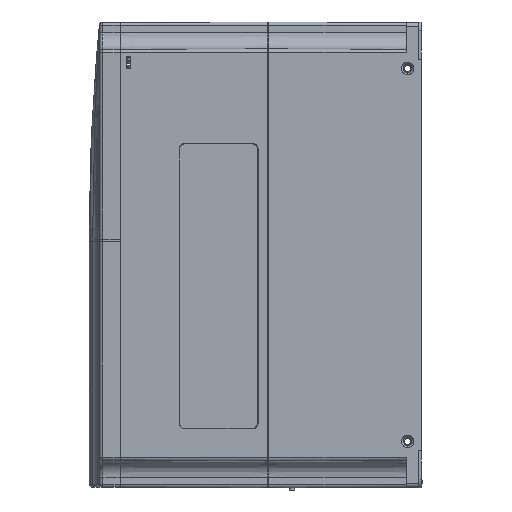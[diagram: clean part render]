
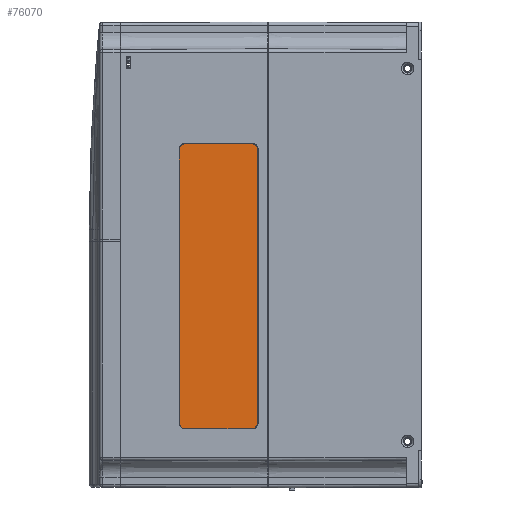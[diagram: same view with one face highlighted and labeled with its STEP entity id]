
A CAD part, left-side view. The second image highlights one B-rep face of the part: STEP entity #76070.
In plain terms, the highlighted planar face has unit normal (-1, 0, 0).
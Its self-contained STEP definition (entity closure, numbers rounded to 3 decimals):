
#2026 = CARTESIAN_POINT ( 'NONE',  ( -1., 79., -193.5 ) ) ;
#2043 = DIRECTION ( 'NONE',  ( 1., 0., 0. ) ) ;
#3279 = PLANE ( 'NONE',  #52930 ) ;
#3347 = CARTESIAN_POINT ( 'NONE',  ( -1., 79., -61.8 ) ) ;
#3578 = CIRCLE ( 'NONE', #70788, 3. ) ;
#4152 = DIRECTION ( 'NONE',  ( -1., 0., 0. ) ) ;
#4161 = EDGE_CURVE ( 'NONE', #84113, #28089, #99102, .T. ) ;
#4806 = AXIS2_PLACEMENT_3D ( 'NONE', #104929, #124097, #94105 ) ;
#5650 = LINE ( 'NONE', #15855, #106794 ) ;
#5720 = CARTESIAN_POINT ( 'NONE',  ( -1., 82., -58.8 ) ) ;
#7286 = ORIENTED_EDGE ( 'NONE', *, *, #71368, .T. ) ;
#7484 = LINE ( 'NONE', #17057, #90703 ) ;
#8567 = VERTEX_POINT ( 'NONE', #11676 ) ;
#9335 = DIRECTION ( 'NONE',  ( -1., 0., 0. ) ) ;
#9990 = CARTESIAN_POINT ( 'NONE',  ( -1., 113.7, -61.8 ) ) ;
#10206 = LINE ( 'NONE', #77208, #70096 ) ;
#10965 = CARTESIAN_POINT ( 'NONE',  ( -1., 82., -196.5 ) ) ;
#11676 = CARTESIAN_POINT ( 'NONE',  ( -1., 113.7, -196.5 ) ) ;
#14988 = DIRECTION ( 'NONE',  ( 0., -1., 0. ) ) ;
#15855 = CARTESIAN_POINT ( 'NONE',  ( -1., 113.7, -58.8 ) ) ;
#16598 = VERTEX_POINT ( 'NONE', #55897 ) ;
#17057 = CARTESIAN_POINT ( 'NONE',  ( -1., 116.7, -193.5 ) ) ;
#19569 = EDGE_LOOP ( 'NONE', ( #120969, #96427, #118642, #7286, #46564, #112649, #84787, #23667 ) ) ;
#23667 = ORIENTED_EDGE ( 'NONE', *, *, #86318, .T. ) ;
#25319 = CARTESIAN_POINT ( 'NONE',  ( -1., 82., -193.5 ) ) ;
#28089 = VERTEX_POINT ( 'NONE', #2026 ) ;
#28721 = DIRECTION ( 'NONE',  ( 0., 1., 0. ) ) ;
#29472 = VERTEX_POINT ( 'NONE', #74595 ) ;
#36384 = AXIS2_PLACEMENT_3D ( 'NONE', #91587, #4152, #14988 ) ;
#41587 = CARTESIAN_POINT ( 'NONE',  ( -1., 97.85, -127.65 ) ) ;
#43306 = VECTOR ( 'NONE', #63928, 1000. ) ;
#46564 = ORIENTED_EDGE ( 'NONE', *, *, #4161, .F. ) ;
#48025 = AXIS2_PLACEMENT_3D ( 'NONE', #9990, #9335, #85892 ) ;
#50544 = DIRECTION ( 'NONE',  ( 0., -1., 0. ) ) ;
#52353 = VERTEX_POINT ( 'NONE', #5720 ) ;
#52408 = FACE_OUTER_BOUND ( 'NONE', #19569, .T. ) ;
#52788 = DIRECTION ( 'NONE',  ( -1., 0., 0. ) ) ;
#52930 = AXIS2_PLACEMENT_3D ( 'NONE', #41587, #2043, #50544 ) ;
#55381 = VERTEX_POINT ( 'NONE', #10965 ) ;
#55897 = CARTESIAN_POINT ( 'NONE',  ( -1., 113.7, -58.8 ) ) ;
#59847 = CIRCLE ( 'NONE', #4806, 3. ) ;
#63928 = DIRECTION ( 'NONE',  ( 0., 0., -1. ) ) ;
#70028 = CARTESIAN_POINT ( 'NONE',  ( -1., 116.7, -193.5 ) ) ;
#70096 = VECTOR ( 'NONE', #28721, 1000. ) ;
#70788 = AXIS2_PLACEMENT_3D ( 'NONE', #25319, #52788, #71889 ) ;
#71368 = EDGE_CURVE ( 'NONE', #55381, #28089, #3578, .T. ) ;
#71889 = DIRECTION ( 'NONE',  ( 0., 0., -1. ) ) ;
#72568 = EDGE_CURVE ( 'NONE', #84113, #52353, #87288, .T. ) ;
#74595 = CARTESIAN_POINT ( 'NONE',  ( -1., 116.7, -61.8 ) ) ;
#76070 = ADVANCED_FACE ( 'NONE', ( #52408 ), #3279, .F. ) ;
#77208 = CARTESIAN_POINT ( 'NONE',  ( -1., 82., -196.5 ) ) ;
#80471 = EDGE_CURVE ( 'NONE', #110572, #8567, #59847, .T. ) ;
#84113 = VERTEX_POINT ( 'NONE', #93225 ) ;
#84470 = EDGE_CURVE ( 'NONE', #16598, #52353, #5650, .T. ) ;
#84787 = ORIENTED_EDGE ( 'NONE', *, *, #84470, .F. ) ;
#85328 = DIRECTION ( 'NONE',  ( 0., 0., 1. ) ) ;
#85892 = DIRECTION ( 'NONE',  ( 0., 0., 1. ) ) ;
#86318 = EDGE_CURVE ( 'NONE', #16598, #29472, #123437, .T. ) ;
#87288 = CIRCLE ( 'NONE', #36384, 3. ) ;
#90703 = VECTOR ( 'NONE', #85328, 1000. ) ;
#91587 = CARTESIAN_POINT ( 'NONE',  ( -1., 82., -61.8 ) ) ;
#92429 = DIRECTION ( 'NONE',  ( 0., -1., 0. ) ) ;
#93225 = CARTESIAN_POINT ( 'NONE',  ( -1., 79., -61.8 ) ) ;
#94105 = DIRECTION ( 'NONE',  ( 0., 1., 0. ) ) ;
#96427 = ORIENTED_EDGE ( 'NONE', *, *, #80471, .T. ) ;
#99102 = LINE ( 'NONE', #3347, #43306 ) ;
#100252 = EDGE_CURVE ( 'NONE', #110572, #29472, #7484, .T. ) ;
#104929 = CARTESIAN_POINT ( 'NONE',  ( -1., 113.7, -193.5 ) ) ;
#106794 = VECTOR ( 'NONE', #92429, 1000. ) ;
#110572 = VERTEX_POINT ( 'NONE', #70028 ) ;
#112649 = ORIENTED_EDGE ( 'NONE', *, *, #72568, .T. ) ;
#114226 = EDGE_CURVE ( 'NONE', #55381, #8567, #10206, .T. ) ;
#118642 = ORIENTED_EDGE ( 'NONE', *, *, #114226, .F. ) ;
#120969 = ORIENTED_EDGE ( 'NONE', *, *, #100252, .F. ) ;
#123437 = CIRCLE ( 'NONE', #48025, 3. ) ;
#124097 = DIRECTION ( 'NONE',  ( -1., 0., 0. ) ) ;
